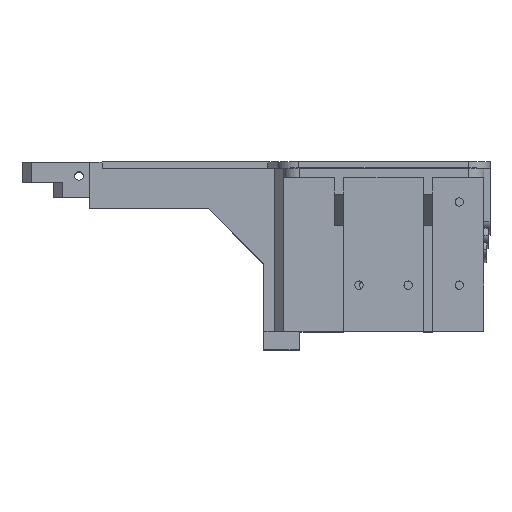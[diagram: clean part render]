
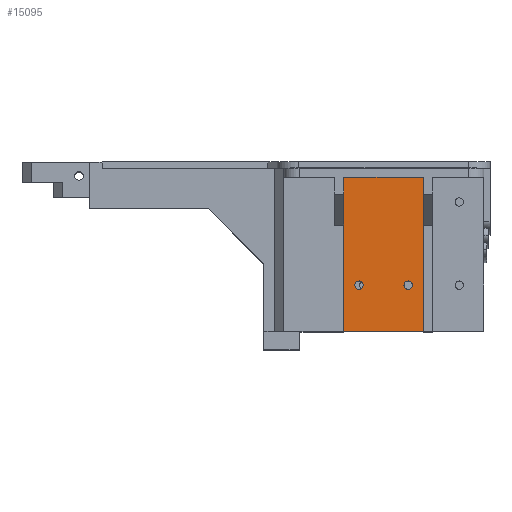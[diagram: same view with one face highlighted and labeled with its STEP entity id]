
A CAD part, top view. The second image highlights one B-rep face of the part: STEP entity #15095.
In plain terms, the highlighted face is planar.
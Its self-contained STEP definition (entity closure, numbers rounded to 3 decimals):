
#203 = DIRECTION ( 'NONE',  ( 0., 0., -1. ) ) ;
#318 = AXIS2_PLACEMENT_3D ( 'NONE', #9032, #17554, #4582 ) ;
#752 = DIRECTION ( 'NONE',  ( 0., 1., 0. ) ) ;
#917 = CARTESIAN_POINT ( 'NONE',  ( -25.234, -13.5, 40. ) ) ;
#1007 = DIRECTION ( 'NONE',  ( -1., 0., 0. ) ) ;
#1127 = ORIENTED_EDGE ( 'NONE', *, *, #9003, .F. ) ;
#1209 = VERTEX_POINT ( 'NONE', #16524 ) ;
#1468 = CARTESIAN_POINT ( 'NONE',  ( -27.934, -13.5, 40. ) ) ;
#1572 = CIRCLE ( 'NONE', #11268, 1.35 ) ;
#1634 = CARTESIAN_POINT ( 'NONE',  ( -47.543, -13.5, 55. ) ) ;
#2116 = CARTESIAN_POINT ( 'NONE',  ( -47.543, -13.5, 5. ) ) ;
#2399 = DIRECTION ( 'NONE',  ( -1., 0., 0. ) ) ;
#2461 = VERTEX_POINT ( 'NONE', #13238 ) ;
#2612 = ORIENTED_EDGE ( 'NONE', *, *, #7736, .T. ) ;
#2908 = AXIS2_PLACEMENT_3D ( 'NONE', #12157, #752, #15073 ) ;
#3306 = ORIENTED_EDGE ( 'NONE', *, *, #18040, .F. ) ;
#3724 = EDGE_CURVE ( 'NONE', #5408, #7046, #15696, .T. ) ;
#3777 = EDGE_LOOP ( 'NONE', ( #15908, #2612, #3306, #13376 ) ) ;
#4283 = CARTESIAN_POINT ( 'NONE',  ( -21.584, -13.5, 5. ) ) ;
#4296 = CIRCLE ( 'NONE', #5198, 1.35 ) ;
#4582 = DIRECTION ( 'NONE',  ( -1., 0., 0. ) ) ;
#4702 = ORIENTED_EDGE ( 'NONE', *, *, #3724, .F. ) ;
#5117 = DIRECTION ( 'NONE',  ( 0., 1., 0. ) ) ;
#5198 = AXIS2_PLACEMENT_3D ( 'NONE', #9602, #15371, #2399 ) ;
#5285 = LINE ( 'NONE', #14016, #16501 ) ;
#5394 = CARTESIAN_POINT ( 'NONE',  ( -2., -13.5, 5. ) ) ;
#5408 = VERTEX_POINT ( 'NONE', #917 ) ;
#5491 = LINE ( 'NONE', #5394, #9693 ) ;
#6049 = CARTESIAN_POINT ( 'NONE',  ( -47.543, -13.5, 55. ) ) ;
#6143 = LINE ( 'NONE', #6049, #15993 ) ;
#7046 = VERTEX_POINT ( 'NONE', #1468 ) ;
#7436 = CARTESIAN_POINT ( 'NONE',  ( -21.584, -13.5, 55. ) ) ;
#7546 = AXIS2_PLACEMENT_3D ( 'NONE', #12426, #5117, #18181 ) ;
#7626 = LINE ( 'NONE', #7436, #14997 ) ;
#7736 = EDGE_CURVE ( 'NONE', #16992, #9047, #5491, .T. ) ;
#8807 = CIRCLE ( 'NONE', #318, 1.35 ) ;
#9003 = EDGE_CURVE ( 'NONE', #2461, #1209, #8807, .T. ) ;
#9032 = CARTESIAN_POINT ( 'NONE',  ( -42.543, -13.5, 40. ) ) ;
#9047 = VERTEX_POINT ( 'NONE', #2116 ) ;
#9253 = EDGE_CURVE ( 'NONE', #1209, #2461, #4296, .T. ) ;
#9602 = CARTESIAN_POINT ( 'NONE',  ( -42.543, -13.5, 40. ) ) ;
#9693 = VECTOR ( 'NONE', #11282, 1000. ) ;
#10294 = EDGE_CURVE ( 'NONE', #7046, #5408, #1572, .T. ) ;
#10946 = CARTESIAN_POINT ( 'NONE',  ( -26.584, -13.5, 40. ) ) ;
#11036 = DIRECTION ( 'NONE',  ( -1., 0., 0. ) ) ;
#11268 = AXIS2_PLACEMENT_3D ( 'NONE', #10946, #16797, #11036 ) ;
#11282 = DIRECTION ( 'NONE',  ( -1., 0., 0. ) ) ;
#12157 = CARTESIAN_POINT ( 'NONE',  ( -67., -13.5, 0. ) ) ;
#12218 = CARTESIAN_POINT ( 'NONE',  ( -21.584, -13.5, 55. ) ) ;
#12426 = CARTESIAN_POINT ( 'NONE',  ( -26.584, -13.5, 40. ) ) ;
#12436 = FACE_BOUND ( 'NONE', #17897, .T. ) ;
#13238 = CARTESIAN_POINT ( 'NONE',  ( -43.893, -13.5, 40. ) ) ;
#13376 = ORIENTED_EDGE ( 'NONE', *, *, #13544, .F. ) ;
#13544 = EDGE_CURVE ( 'NONE', #18732, #16444, #5285, .T. ) ;
#13579 = PLANE ( 'NONE',  #2908 ) ;
#13789 = ORIENTED_EDGE ( 'NONE', *, *, #10294, .F. ) ;
#13952 = FACE_BOUND ( 'NONE', #14321, .T. ) ;
#14016 = CARTESIAN_POINT ( 'NONE',  ( -67., -13.5, 55. ) ) ;
#14321 = EDGE_LOOP ( 'NONE', ( #1127, #16713 ) ) ;
#14432 = EDGE_CURVE ( 'NONE', #18732, #16992, #7626, .T. ) ;
#14953 = DIRECTION ( 'NONE',  ( 0., 0., -1. ) ) ;
#14997 = VECTOR ( 'NONE', #203, 1000. ) ;
#15073 = DIRECTION ( 'NONE',  ( -1., 0., 0. ) ) ;
#15095 = ADVANCED_FACE ( 'NONE', ( #12436, #13952, #15170 ), #13579, .T. ) ;
#15170 = FACE_OUTER_BOUND ( 'NONE', #3777, .T. ) ;
#15371 = DIRECTION ( 'NONE',  ( 0., 1., 0. ) ) ;
#15696 = CIRCLE ( 'NONE', #7546, 1.35 ) ;
#15908 = ORIENTED_EDGE ( 'NONE', *, *, #14432, .T. ) ;
#15993 = VECTOR ( 'NONE', #14953, 1000. ) ;
#16444 = VERTEX_POINT ( 'NONE', #1634 ) ;
#16501 = VECTOR ( 'NONE', #1007, 1000. ) ;
#16524 = CARTESIAN_POINT ( 'NONE',  ( -41.193, -13.5, 40. ) ) ;
#16713 = ORIENTED_EDGE ( 'NONE', *, *, #9253, .F. ) ;
#16797 = DIRECTION ( 'NONE',  ( 0., 1., 0. ) ) ;
#16992 = VERTEX_POINT ( 'NONE', #4283 ) ;
#17554 = DIRECTION ( 'NONE',  ( 0., 1., 0. ) ) ;
#17897 = EDGE_LOOP ( 'NONE', ( #13789, #4702 ) ) ;
#18040 = EDGE_CURVE ( 'NONE', #16444, #9047, #6143, .T. ) ;
#18181 = DIRECTION ( 'NONE',  ( -1., 0., 0. ) ) ;
#18732 = VERTEX_POINT ( 'NONE', #12218 ) ;
